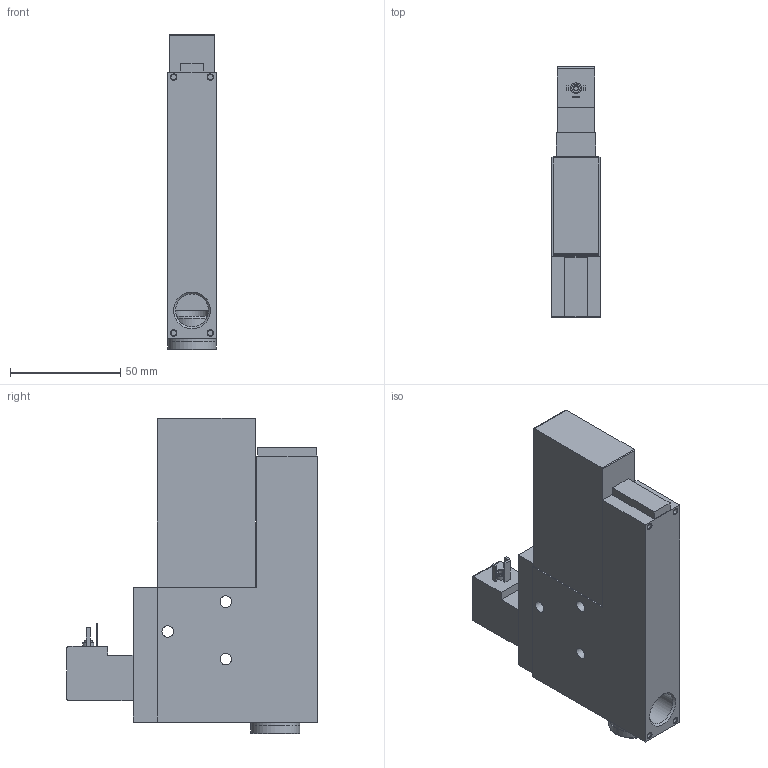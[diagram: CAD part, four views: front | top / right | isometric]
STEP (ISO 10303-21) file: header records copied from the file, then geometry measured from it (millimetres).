
FILE_DESCRIPTION(/* description */ ('STEP AP214'),/* implementation_level */ '2;1');
FILE_NAME(/* name */ '162505_VADM-300',/* time_stamp */ '2024-09-16T06:20:00+02:00',/* author */ ('License CC BY-ND 4.0'),/* organization */ ('CADENAS'),/* preprocessor_version */ 'ST-DEVELOPER v19.3',/* originating_system */ 'PARTsolutions',/* authorisation */ ' ');
FILE_SCHEMA (('AUTOMOTIVE_DESIGN {1 0 10303 214 3 1 1}'));
Length unit declared in the file: millimetre
Products named in the file (3): 162505 VADM-300---(0); 162505 VADM-300---(0_p); 3570 B-3/8
Assembly tree (2 placements, depth 2):
  162505 VADM-300---(0)
    162505 VADM-300---(0_p)
    3570 B-3/8
Bounding box: 22 x 113.4 x 142.6 mm (x, y, z)
Volume: 223567.8 mm3; surface area: 39916.5 mm2
Topology: 2 solids, 2 shells, 102 faces, 224 edges, 144 vertices
Faces by surface type: plane 66, cylinder 23, cone 12, torus 1
Full cylindrical faces by diameter (mm): 2.013 x1, 2.459 x4, 2.5 x1, 3.8 x1, 5 x1, 5.2 x3, 6.5 x1, 11.445 x1, 14.95 x2, 16.662 x1, 19.8 x1, 22 x2
Entity records: 3273 total; most frequent: CARTESIAN_POINT 461, DIRECTION 453, ORIENTED_EDGE 380, EDGE_CURVE 190, AXIS2_PLACEMENT_3D 164, EDGE_LOOP 160, FACE_BOUND 160, VERTEX_POINT 142
